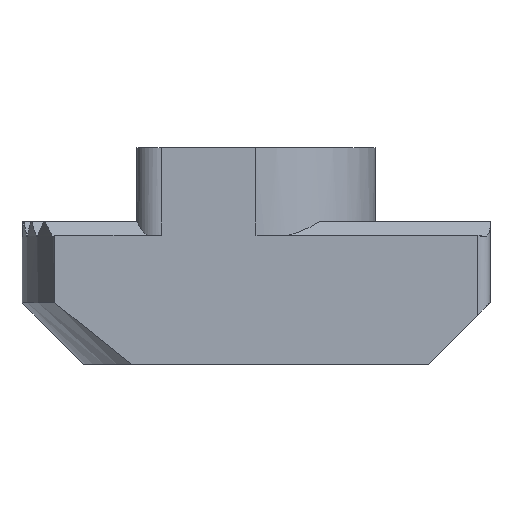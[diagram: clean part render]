
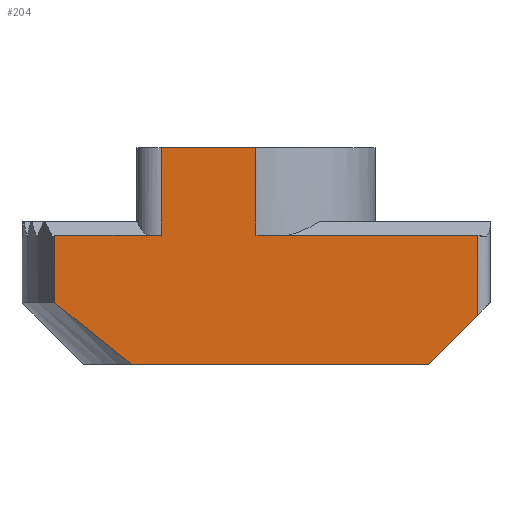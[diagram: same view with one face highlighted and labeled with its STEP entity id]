
A CAD part, left-side view. The second image highlights one B-rep face of the part: STEP entity #204.
In plain terms, the highlighted planar face has unit normal (-1, 0, 0).
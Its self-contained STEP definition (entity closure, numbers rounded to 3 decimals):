
#204=ADVANCED_FACE('',(#287),#288,.T.);
#287=FACE_OUTER_BOUND('',#455,.T.);
#288=PLANE('',#456);
#455=EDGE_LOOP('',(#644,#645,#646,#647,#648,#649,#650,#651,#652,#653));
#456=AXIS2_PLACEMENT_3D('',#654,#655,#656);
#644=ORIENTED_EDGE('',*,*,#1313,.F.);
#645=ORIENTED_EDGE('',*,*,#1314,.T.);
#646=ORIENTED_EDGE('',*,*,#1315,.T.);
#647=ORIENTED_EDGE('',*,*,#1316,.T.);
#648=ORIENTED_EDGE('',*,*,#1308,.F.);
#649=ORIENTED_EDGE('',*,*,#1317,.T.);
#650=ORIENTED_EDGE('',*,*,#1318,.T.);
#651=ORIENTED_EDGE('',*,*,#1319,.T.);
#652=ORIENTED_EDGE('',*,*,#1298,.T.);
#653=ORIENTED_EDGE('',*,*,#1300,.T.);
#654=CARTESIAN_POINT('',(-4.85,0.,0.));
#655=DIRECTION('',(-1.0,0.,0.));
#656=DIRECTION('',(0.,0.,1.0));
#1298=EDGE_CURVE('',#1518,#1529,#1531,.T.);
#1300=EDGE_CURVE('',#1529,#1534,#1535,.F.);
#1308=EDGE_CURVE('',#1548,#1550,#1551,.F.);
#1313=EDGE_CURVE('',#1559,#1534,#1560,.T.);
#1314=EDGE_CURVE('',#1559,#1561,#1562,.T.);
#1315=EDGE_CURVE('',#1561,#1563,#1564,.T.);
#1316=EDGE_CURVE('',#1563,#1550,#1565,.T.);
#1317=EDGE_CURVE('',#1548,#1566,#1567,.F.);
#1318=EDGE_CURVE('',#1566,#1568,#1569,.T.);
#1319=EDGE_CURVE('',#1568,#1518,#1570,.F.);
#1518=VERTEX_POINT('',#1896);
#1529=VERTEX_POINT('',#1926);
#1531=LINE('',#1931,#1932);
#1534=VERTEX_POINT('',#1935);
#1535=LINE('',#1936,#1937);
#1548=VERTEX_POINT('',#1956);
#1550=VERTEX_POINT('',#1958);
#1551=LINE('',#1959,#1960);
#1559=VERTEX_POINT('',#1970);
#1560=LINE('',#1971,#1972);
#1561=VERTEX_POINT('',#1973);
#1562=LINE('',#1974,#1975);
#1563=VERTEX_POINT('',#1976);
#1564=LINE('',#1977,#1978);
#1565=LINE('',#1979,#1980);
#1566=VERTEX_POINT('',#1981);
#1567=LINE('',#1982,#1983);
#1568=VERTEX_POINT('',#1984);
#1569=LINE('',#1985,#1986);
#1570=LINE('',#1987,#1988);
#1896=CARTESIAN_POINT('',(-4.85,8.169,-3.3));
#1926=CARTESIAN_POINT('',(-4.85,5.048,-5.8));
#1931=CARTESIAN_POINT('',(-4.85,8.169,-3.3));
#1932=VECTOR('',#2460,1.0);
#1935=CARTESIAN_POINT('',(-4.85,-7.0,-5.8));
#1936=CARTESIAN_POINT('',(-4.85,0.,-5.8));
#1937=VECTOR('',#2464,1.0);
#1956=CARTESIAN_POINT('',(-4.85,3.85,3.0));
#1958=CARTESIAN_POINT('',(-4.85,0.,3.0));
#1959=CARTESIAN_POINT('',(-4.85,3.85,3.0));
#1960=VECTOR('',#2477,1.0);
#1970=CARTESIAN_POINT('',(-4.85,-9.0,-3.8));
#1971=CARTESIAN_POINT('',(-4.85,-8.25,-4.55));
#1972=VECTOR('',#2486,1.0);
#1973=CARTESIAN_POINT('',(-4.85,-9.0,-0.55));
#1974=CARTESIAN_POINT('',(-4.85,-9.0,0.));
#1975=VECTOR('',#2487,1.0);
#1976=CARTESIAN_POINT('',(-4.85,0.,-0.55));
#1977=CARTESIAN_POINT('',(-4.85,0.,-0.55));
#1978=VECTOR('',#2488,1.0);
#1979=CARTESIAN_POINT('',(-4.85,0.,0.));
#1980=VECTOR('',#2489,1.0);
#1981=CARTESIAN_POINT('',(-4.85,3.85,-0.55));
#1982=CARTESIAN_POINT('',(-4.85,3.85,0.));
#1983=VECTOR('',#2490,1.0);
#1984=CARTESIAN_POINT('',(-4.85,8.169,-0.55));
#1985=CARTESIAN_POINT('',(-4.85,0.,-0.55));
#1986=VECTOR('',#2491,1.0);
#1987=CARTESIAN_POINT('',(-4.85,8.169,0.));
#1988=VECTOR('',#2492,1.0);
#2460=DIRECTION('',(0.,-0.78,-0.625));
#2464=DIRECTION('',(0.,1.0,0.0));
#2477=DIRECTION('',(0.,1.0,0.0));
#2486=DIRECTION('',(0.,0.707,-0.707));
#2487=DIRECTION('',(0.,0.,1.0));
#2488=DIRECTION('',(0.,1.0,0.0));
#2489=DIRECTION('',(0.,0.,1.0));
#2490=DIRECTION('',(0.,0.,1.0));
#2491=DIRECTION('',(0.,1.0,0.0));
#2492=DIRECTION('',(0.,0.,1.0));
